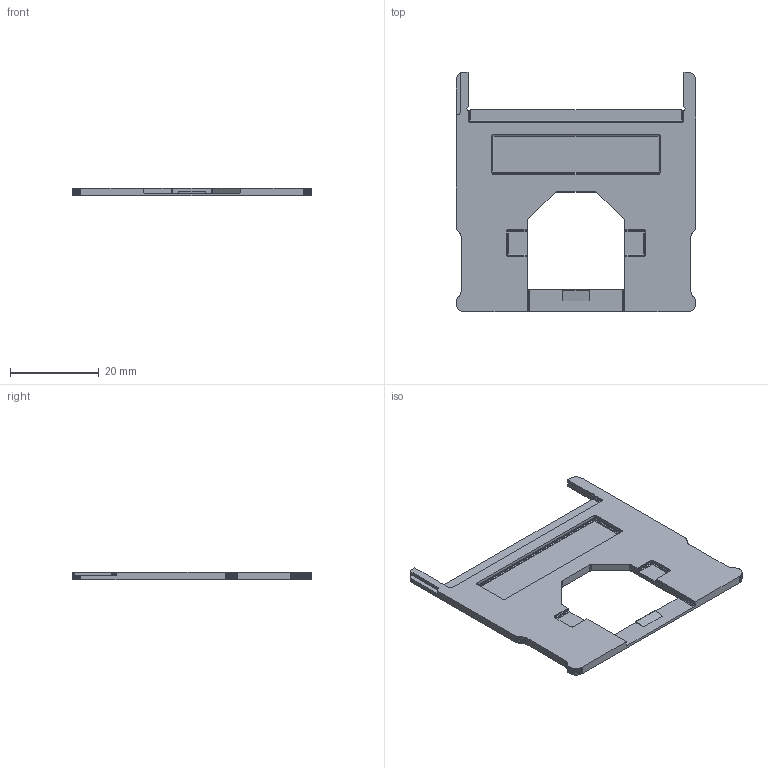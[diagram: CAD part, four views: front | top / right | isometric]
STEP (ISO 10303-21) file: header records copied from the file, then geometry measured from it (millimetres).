
FILE_DESCRIPTION(('FreeCAD Model'),'2;1');
FILE_NAME('Open CASCADE Shape Model','2023-01-01T11:55:55',(''),(''), 'Open CASCADE STEP processor 7.5','FreeCAD','Unknown');
FILE_SCHEMA(('AUTOMOTIVE_DESIGN { 1 0 10303 214 1 1 1 1 }'));
Length unit declared in the file: millimetre
Products named in the file (1): WP_2_IC_Card_Cover_RAM001001
Bounding box: 54 x 54 x 1.8 mm (x, y, z)
Surface area: 4655.4 mm2 (no closed solid volume)
Topology: 0 solids, 1 shells, 632 faces, 1334 edges, 704 vertices
Faces by surface type: plane 632
Entity records: 15836 total; most frequent: CARTESIAN_POINT 2671, ORIENTED_EDGE 2668, DIRECTION 2600, EDGE_CURVE 1334, LINE 1334, VECTOR 1334, VERTEX_POINT 704, FACE_BOUND 634
